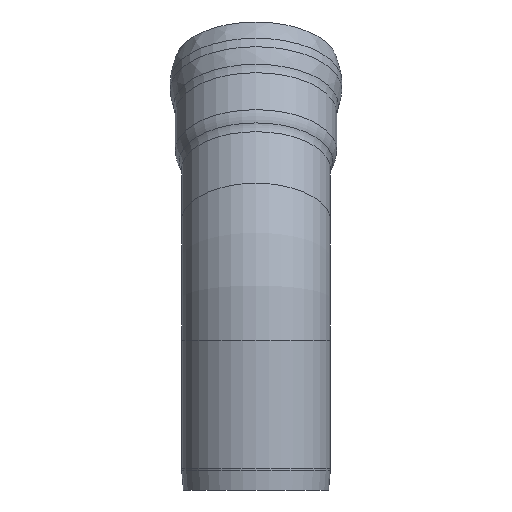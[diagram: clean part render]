
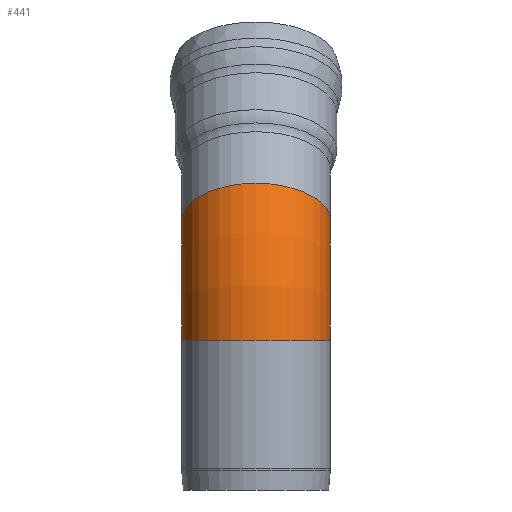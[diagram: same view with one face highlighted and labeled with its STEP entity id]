
A CAD part, left-side view. The second image highlights one B-rep face of the part: STEP entity #441.
In plain terms, the highlighted toroidal (fillet/blend) face has major radius 1175 mm and minor radius 365 mm.
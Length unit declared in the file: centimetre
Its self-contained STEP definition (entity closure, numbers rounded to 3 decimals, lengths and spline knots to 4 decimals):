
#67=FACE_OUTER_BOUND('',#93,.T.);
#93=EDGE_LOOP('',(#321,#322,#323,#324,#325));
#128=CIRCLE('',#487,36.5);
#129=CIRCLE('',#488,81.);
#130=CIRCLE('',#489,36.5);
#131=CIRCLE('',#490,36.5);
#183=VERTEX_POINT('',#765);
#184=VERTEX_POINT('',#767);
#185=VERTEX_POINT('',#769);
#234=EDGE_CURVE('',#183,#183,#128,.T.);
#235=EDGE_CURVE('',#183,#184,#129,.T.);
#236=EDGE_CURVE('',#184,#185,#130,.T.);
#237=EDGE_CURVE('',#185,#184,#131,.T.);
#321=ORIENTED_EDGE('',*,*,#234,.T.);
#322=ORIENTED_EDGE('',*,*,#235,.T.);
#323=ORIENTED_EDGE('',*,*,#236,.T.);
#324=ORIENTED_EDGE('',*,*,#237,.T.);
#325=ORIENTED_EDGE('',*,*,#235,.F.);
#427=TOROIDAL_SURFACE('',#486,117.5,36.5);
#441=ADVANCED_FACE('',(#67),#427,.T.);
#486=AXIS2_PLACEMENT_3D('',#764,#598,#599);
#487=AXIS2_PLACEMENT_3D('',#766,#600,#601);
#488=AXIS2_PLACEMENT_3D('',#768,#602,#603);
#489=AXIS2_PLACEMENT_3D('',#770,#604,#605);
#490=AXIS2_PLACEMENT_3D('',#771,#606,#607);
#598=DIRECTION('center_axis',(0.,1.,0.));
#599=DIRECTION('ref_axis',(-1.,0.,0.));
#600=DIRECTION('center_axis',(-0.5,0.,
-0.866));
#601=DIRECTION('ref_axis',(0.,1.,0.));
#602=DIRECTION('center_axis',(0.,-1.,0.));
#603=DIRECTION('ref_axis',(-1.,0.,0.));
#604=DIRECTION('center_axis',(0.,0.,1.));
#605=DIRECTION('ref_axis',(1.,0.,0.));
#606=DIRECTION('center_axis',(0.,0.,1.));
#607=DIRECTION('ref_axis',(1.,0.,0.));
#764=CARTESIAN_POINT('Origin',(139.4249,195.5264,10.5099));
#765=CARTESIAN_POINT('',(69.2768,195.5264,51.0099));
#766=CARTESIAN_POINT('Origin',(37.6669,195.5264,69.2599));
#767=CARTESIAN_POINT('',(58.4249,195.5264,10.5099));
#768=CARTESIAN_POINT('Origin',(139.4249,195.5264,10.5099));
#769=CARTESIAN_POINT('',(-14.5751,195.5264,10.5099));
#770=CARTESIAN_POINT('Origin',(21.9249,195.5264,10.5099));
#771=CARTESIAN_POINT('Origin',(21.9249,195.5264,10.5099));
